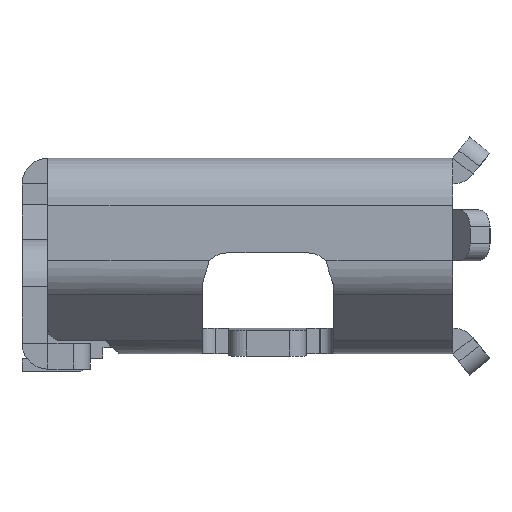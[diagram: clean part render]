
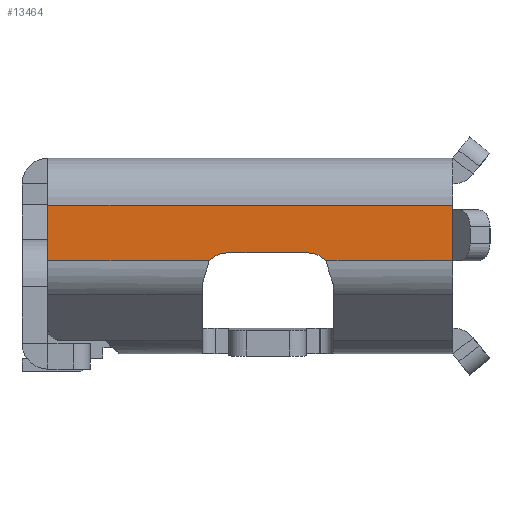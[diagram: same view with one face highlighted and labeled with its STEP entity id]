
A CAD part, left-side view. The second image highlights one B-rep face of the part: STEP entity #13464.
In plain terms, the highlighted planar face has unit normal (-1, 0, 0).
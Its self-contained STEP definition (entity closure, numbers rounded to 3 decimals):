
#5475 = VERTEX_POINT('',#5476);
#5476 = CARTESIAN_POINT('',(-3.75,1.131,1.969));
#5559 = VERTEX_POINT('',#5560);
#5560 = CARTESIAN_POINT('',(-3.75,-3.569,1.969));
#9691 = VERTEX_POINT('',#9692);
#9692 = CARTESIAN_POINT('',(-3.75,-0.742,1.326));
#9701 = EDGE_CURVE('',#9702,#9691,#9704,.T.);
#9702 = VERTEX_POINT('',#9703);
#9703 = CARTESIAN_POINT('',(-3.75,1.131,1.326));
#9704 = LINE('',#9705,#9706);
#9705 = CARTESIAN_POINT('',(-3.75,0.461,1.326));
#9706 = VECTOR('',#9707,1.);
#9707 = DIRECTION('',(0.,-1.,0.));
#9752 = VERTEX_POINT('',#9753);
#9753 = CARTESIAN_POINT('',(-3.75,-3.569,1.326));
#9759 = EDGE_CURVE('',#9760,#9752,#9762,.T.);
#9760 = VERTEX_POINT('',#9761);
#9761 = CARTESIAN_POINT('',(-3.75,-2.096,1.326));
#9762 = LINE('',#9763,#9764);
#9763 = CARTESIAN_POINT('',(-3.75,0.461,1.326));
#9764 = VECTOR('',#9765,1.);
#9765 = DIRECTION('',(0.,-1.,0.));
#11155 = VERTEX_POINT('',#11156);
#11156 = CARTESIAN_POINT('',(-3.75,-1.879,1.419));
#11162 = EDGE_CURVE('',#9760,#11155,#11163,.T.);
#11163 = CIRCLE('',#11164,0.3);
#11164 = AXIS2_PLACEMENT_3D('',#11165,#11166,#11167);
#11165 = CARTESIAN_POINT('',(-3.75,-1.879,1.119));
#11166 = DIRECTION('',(-1.,0.,0.));
#11167 = DIRECTION('',(0.,1.,0.));
#11178 = EDGE_CURVE('',#11155,#11179,#11181,.T.);
#11179 = VERTEX_POINT('',#11180);
#11180 = CARTESIAN_POINT('',(-3.75,-0.959,1.419));
#11181 = LINE('',#11182,#11183);
#11182 = CARTESIAN_POINT('',(-3.75,-1.879,1.419));
#11183 = VECTOR('',#11184,1.);
#11184 = DIRECTION('',(0.,1.,0.));
#11202 = EDGE_CURVE('',#11179,#9691,#11203,.T.);
#11203 = CIRCLE('',#11204,0.3);
#11204 = AXIS2_PLACEMENT_3D('',#11205,#11206,#11207);
#11205 = CARTESIAN_POINT('',(-3.75,-0.959,1.119));
#11206 = DIRECTION('',(-1.,0.,0.));
#11207 = DIRECTION('',(0.,1.,0.));
#11231 = EDGE_CURVE('',#5475,#9702,#11232,.T.);
#11232 = LINE('',#11233,#11234);
#11233 = CARTESIAN_POINT('',(-3.75,1.131,3.54));
#11234 = VECTOR('',#11235,1.);
#11235 = DIRECTION('',(0.,0.,-1.));
#11248 = EDGE_CURVE('',#11249,#5559,#11251,.T.);
#11249 = VERTEX_POINT('',#11250);
#11250 = CARTESIAN_POINT('',(-3.75,-3.569,1.919));
#11251 = LINE('',#11252,#11253);
#11252 = CARTESIAN_POINT('',(-3.75,-3.569,9.675));
#11253 = VECTOR('',#11254,1.);
#11254 = DIRECTION('',(0.,0.,1.));
#11270 = EDGE_CURVE('',#11271,#11249,#11273,.T.);
#11271 = VERTEX_POINT('',#11272);
#11272 = CARTESIAN_POINT('',(-3.75,-3.569,1.919));
#11273 = LINE('',#11274,#11275);
#11274 = CARTESIAN_POINT('',(-3.75,-3.57,1.919));
#11275 = VECTOR('',#11276,1.);
#11276 = DIRECTION('',(0.,1.,0.));
#11295 = EDGE_CURVE('',#5559,#5475,#11296,.T.);
#11296 = LINE('',#11297,#11298);
#11297 = CARTESIAN_POINT('',(-3.75,0.461,1.969));
#11298 = VECTOR('',#11299,1.);
#11299 = DIRECTION('',(0.,1.,0.));
#13464 = ADVANCED_FACE('',(#13465),#13482,.T.);
#13465 = FACE_BOUND('',#13466,.T.);
#13466 = EDGE_LOOP('',(#13467,#13468,#13474,#13475,#13476,#13477,#13478,
    #13479,#13480,#13481));
#13467 = ORIENTED_EDGE('',*,*,#9759,.T.);
#13468 = ORIENTED_EDGE('',*,*,#13469,.F.);
#13469 = EDGE_CURVE('',#11271,#9752,#13470,.T.);
#13470 = LINE('',#13471,#13472);
#13471 = CARTESIAN_POINT('',(-3.75,-3.569,1.919));
#13472 = VECTOR('',#13473,1.);
#13473 = DIRECTION('',(0.,0.,-1.));
#13474 = ORIENTED_EDGE('',*,*,#11270,.T.);
#13475 = ORIENTED_EDGE('',*,*,#11248,.T.);
#13476 = ORIENTED_EDGE('',*,*,#11295,.T.);
#13477 = ORIENTED_EDGE('',*,*,#11231,.T.);
#13478 = ORIENTED_EDGE('',*,*,#9701,.T.);
#13479 = ORIENTED_EDGE('',*,*,#11202,.F.);
#13480 = ORIENTED_EDGE('',*,*,#11178,.F.);
#13481 = ORIENTED_EDGE('',*,*,#11162,.F.);
#13482 = PLANE('',#13483);
#13483 = AXIS2_PLACEMENT_3D('',#13484,#13485,#13486);
#13484 = CARTESIAN_POINT('',(-3.75,0.461,11.551));
#13485 = DIRECTION('',(-1.,0.,0.));
#13486 = DIRECTION('',(0.,-1.,0.));
